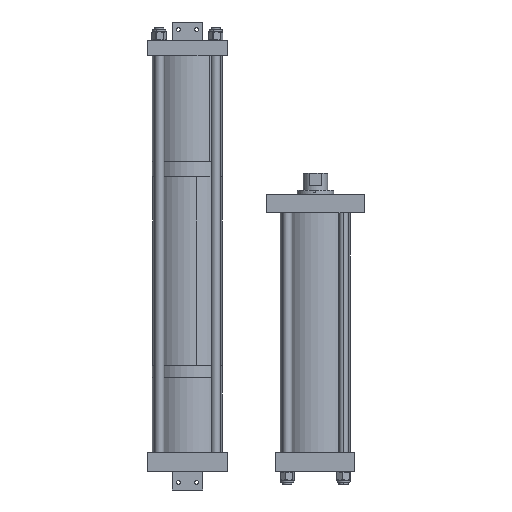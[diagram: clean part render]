
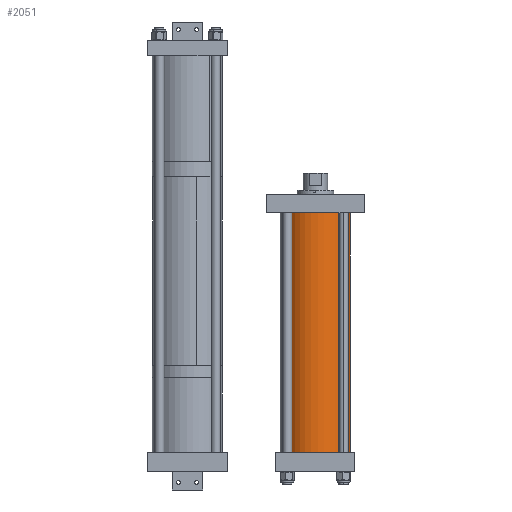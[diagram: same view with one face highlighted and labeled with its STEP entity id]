
A CAD part, front view. The second image highlights one B-rep face of the part: STEP entity #2051.
In plain terms, the highlighted cylindrical face has radius 73.025 mm (diameter 146.05 mm), a partial arc.
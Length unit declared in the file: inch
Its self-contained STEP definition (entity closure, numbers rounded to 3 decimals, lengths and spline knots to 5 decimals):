
#609 = CARTESIAN_POINT ( 'NONE',  ( -2.875, 0., 0. ) ) ;
#743 = CYLINDRICAL_SURFACE ( 'NONE', #14358, 2.875 ) ;
#843 = DIRECTION ( 'NONE',  ( 0., 0., 1. ) ) ;
#918 = ORIENTED_EDGE ( 'NONE', *, *, #12298, .T. ) ;
#1420 = CARTESIAN_POINT ( 'NONE',  ( 2.875, 0., 19.689 ) ) ;
#1554 = VECTOR ( 'NONE', #10961, 39.37008 ) ;
#1760 = ORIENTED_EDGE ( 'NONE', *, *, #5290, .F. ) ;
#2051 = ADVANCED_FACE ( 'NONE', ( #5507 ), #743, .T. ) ;
#4004 = EDGE_CURVE ( 'NONE', #4721, #13077, #14418, .T. ) ;
#4165 = ORIENTED_EDGE ( 'NONE', *, *, #4004, .T. ) ;
#4721 = VERTEX_POINT ( 'NONE', #9214 ) ;
#5108 = DIRECTION ( 'NONE',  ( -1., 0., 0. ) ) ;
#5202 = EDGE_LOOP ( 'NONE', ( #1760, #15388, #4165, #918 ) ) ;
#5290 = EDGE_CURVE ( 'NONE', #14069, #6596, #10956, .T. ) ;
#5507 = FACE_OUTER_BOUND ( 'NONE', #5202, .T. ) ;
#6332 = AXIS2_PLACEMENT_3D ( 'NONE', #10451, #843, #7908 ) ;
#6334 = CARTESIAN_POINT ( 'NONE',  ( -2.875, 0., 19.689 ) ) ;
#6450 = VECTOR ( 'NONE', #12221, 39.37008 ) ;
#6596 = VERTEX_POINT ( 'NONE', #9825 ) ;
#7001 = AXIS2_PLACEMENT_3D ( 'NONE', #15148, #9294, #8029 ) ;
#7012 = CIRCLE ( 'NONE', #7001, 2.875 ) ;
#7595 = DIRECTION ( 'NONE',  ( 0., 0., -1. ) ) ;
#7908 = DIRECTION ( 'NONE',  ( 1., 0., 0. ) ) ;
#8029 = DIRECTION ( 'NONE',  ( 1., 0., 0. ) ) ;
#8737 = CARTESIAN_POINT ( 'NONE',  ( 2.875, 0., 19.689 ) ) ;
#9214 = CARTESIAN_POINT ( 'NONE',  ( -2.875, 0., 19.689 ) ) ;
#9294 = DIRECTION ( 'NONE',  ( 0., 0., 1. ) ) ;
#9825 = CARTESIAN_POINT ( 'NONE',  ( 2.875, 0., 0. ) ) ;
#10451 = CARTESIAN_POINT ( 'NONE',  ( 0., 0., 19.689 ) ) ;
#10956 = LINE ( 'NONE', #1420, #6450 ) ;
#10961 = DIRECTION ( 'NONE',  ( 0., 0., -1. ) ) ;
#11264 = CIRCLE ( 'NONE', #6332, 2.875 ) ;
#12221 = DIRECTION ( 'NONE',  ( 0., 0., -1. ) ) ;
#12298 = EDGE_CURVE ( 'NONE', #13077, #6596, #7012, .T. ) ;
#13077 = VERTEX_POINT ( 'NONE', #609 ) ;
#14069 = VERTEX_POINT ( 'NONE', #8737 ) ;
#14358 = AXIS2_PLACEMENT_3D ( 'NONE', #14808, #7595, #5108 ) ;
#14418 = LINE ( 'NONE', #6334, #1554 ) ;
#14808 = CARTESIAN_POINT ( 'NONE',  ( 0., 0., 19.689 ) ) ;
#14889 = EDGE_CURVE ( 'NONE', #4721, #14069, #11264, .T. ) ;
#15148 = CARTESIAN_POINT ( 'NONE',  ( 0., 0., 0. ) ) ;
#15388 = ORIENTED_EDGE ( 'NONE', *, *, #14889, .F. ) ;
